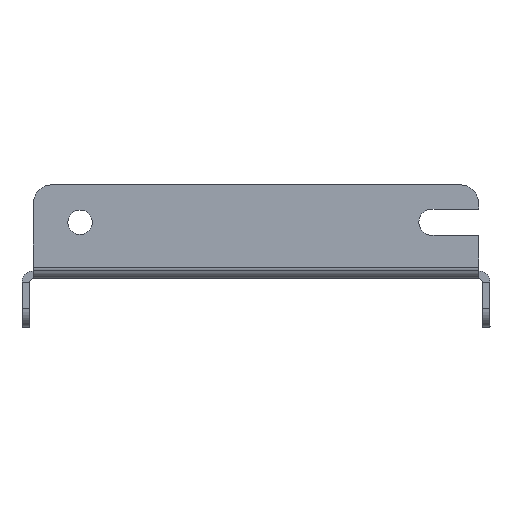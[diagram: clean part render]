
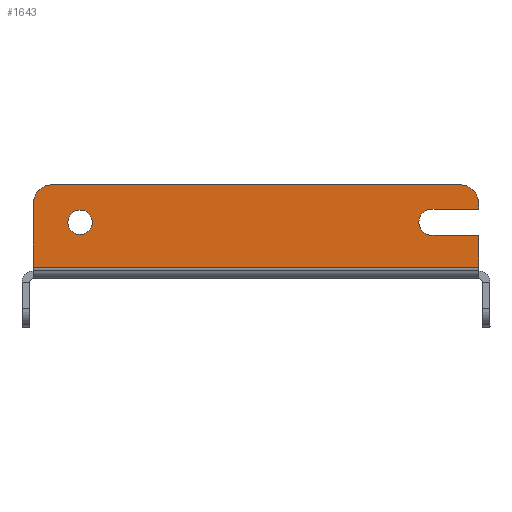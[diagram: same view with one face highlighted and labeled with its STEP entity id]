
A CAD part, left-side view. The second image highlights one B-rep face of the part: STEP entity #1643.
In plain terms, the highlighted planar face has unit normal (-1, 0, 0).
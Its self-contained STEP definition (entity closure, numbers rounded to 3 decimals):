
#8 = VERTEX_POINT ( 'NONE', #1134 ) ;
#18 = VERTEX_POINT ( 'NONE', #604 ) ;
#49 = ORIENTED_EDGE ( 'NONE', *, *, #131, .T. ) ;
#77 = CARTESIAN_POINT ( 'NONE',  ( -453., -47., 16.5 ) ) ;
#102 = VECTOR ( 'NONE', #838, 1000. ) ;
#109 = EDGE_CURVE ( 'NONE', #192, #408, #783, .T. ) ;
#112 = LINE ( 'NONE', #1060, #1309 ) ;
#131 = EDGE_CURVE ( 'NONE', #1283, #854, #1658, .T. ) ;
#143 = DIRECTION ( 'NONE',  ( 0., 0., -1. ) ) ;
#157 = EDGE_CURVE ( 'NONE', #1447, #500, #1412, .T. ) ;
#171 = DIRECTION ( 'NONE',  ( 0., 0., 1. ) ) ;
#173 = ORIENTED_EDGE ( 'NONE', *, *, #979, .T. ) ;
#187 = DIRECTION ( 'NONE',  ( 0., -1., 0. ) ) ;
#189 = CARTESIAN_POINT ( 'NONE',  ( -453., -47., 9.5 ) ) ;
#192 = VERTEX_POINT ( 'NONE', #189 ) ;
#216 = CIRCLE ( 'NONE', #749, 3.25 ) ;
#243 = EDGE_CURVE ( 'NONE', #1283, #958, #561, .T. ) ;
#251 = VERTEX_POINT ( 'NONE', #1657 ) ;
#287 = DIRECTION ( 'NONE',  ( 0., 1., 0. ) ) ;
#288 = VERTEX_POINT ( 'NONE', #862 ) ;
#294 = EDGE_CURVE ( 'NONE', #18, #8, #216, .T. ) ;
#301 = VECTOR ( 'NONE', #143, 1000. ) ;
#362 = DIRECTION ( 'NONE',  ( 0., 0., 1. ) ) ;
#364 = DIRECTION ( 'NONE',  ( 1., 0., 0. ) ) ;
#387 = CARTESIAN_POINT ( 'NONE',  ( -453., -59.5, 9.5 ) ) ;
#408 = VERTEX_POINT ( 'NONE', #77 ) ;
#432 = DIRECTION ( 'NONE',  ( -1., 0., 0. ) ) ;
#456 = ORIENTED_EDGE ( 'NONE', *, *, #1156, .T. ) ;
#490 = CIRCLE ( 'NONE', #666, 5. ) ;
#500 = VERTEX_POINT ( 'NONE', #1244 ) ;
#512 = CARTESIAN_POINT ( 'NONE',  ( -453., -59.5, 18. ) ) ;
#514 = CARTESIAN_POINT ( 'NONE',  ( -453., 47., 13. ) ) ;
#544 = DIRECTION ( 'NONE',  ( 1., 0., 0. ) ) ;
#561 = LINE ( 'NONE', #577, #102 ) ;
#577 = CARTESIAN_POINT ( 'NONE',  ( -453., 59.5, 1. ) ) ;
#599 = PLANE ( 'NONE',  #930 ) ;
#600 = EDGE_LOOP ( 'NONE', ( #1037, #456, #173, #1354, #1638, #1440, #675, #734, #49, #642 ) ) ;
#604 = CARTESIAN_POINT ( 'NONE',  ( -453., 47., 9.75 ) ) ;
#610 = EDGE_CURVE ( 'NONE', #854, #192, #1671, .T. ) ;
#634 = AXIS2_PLACEMENT_3D ( 'NONE', #823, #947, #171 ) ;
#639 = CARTESIAN_POINT ( 'NONE',  ( -453., -59.5, 9.5 ) ) ;
#642 = ORIENTED_EDGE ( 'NONE', *, *, #610, .T. ) ;
#652 = CARTESIAN_POINT ( 'NONE',  ( -453., 47., 13. ) ) ;
#666 = AXIS2_PLACEMENT_3D ( 'NONE', #1335, #1200, #1603 ) ;
#675 = ORIENTED_EDGE ( 'NONE', *, *, #1460, .T. ) ;
#685 = DIRECTION ( 'NONE',  ( 0., 0., -1. ) ) ;
#734 = ORIENTED_EDGE ( 'NONE', *, *, #243, .F. ) ;
#749 = AXIS2_PLACEMENT_3D ( 'NONE', #514, #364, #1261 ) ;
#783 = CIRCLE ( 'NONE', #634, 3.5 ) ;
#817 = EDGE_CURVE ( 'NONE', #8, #18, #861, .T. ) ;
#823 = CARTESIAN_POINT ( 'NONE',  ( -453., -47., 13. ) ) ;
#838 = DIRECTION ( 'NONE',  ( 0., 1., 0. ) ) ;
#854 = VERTEX_POINT ( 'NONE', #387 ) ;
#861 = CIRCLE ( 'NONE', #951, 3.25 ) ;
#862 = CARTESIAN_POINT ( 'NONE',  ( -453., -59.5, 16.5 ) ) ;
#912 = DIRECTION ( 'NONE',  ( 0., 0., -1. ) ) ;
#930 = AXIS2_PLACEMENT_3D ( 'NONE', #1250, #997, #1230 ) ;
#947 = DIRECTION ( 'NONE',  ( 1., 0., 0. ) ) ;
#951 = AXIS2_PLACEMENT_3D ( 'NONE', #652, #544, #912 ) ;
#958 = VERTEX_POINT ( 'NONE', #1394 ) ;
#962 = ORIENTED_EDGE ( 'NONE', *, *, #817, .T. ) ;
#963 = CARTESIAN_POINT ( 'NONE',  ( -453., 59.5, 18. ) ) ;
#979 = EDGE_CURVE ( 'NONE', #288, #1447, #1233, .T. ) ;
#997 = DIRECTION ( 'NONE',  ( 1., 0., 0. ) ) ;
#1014 = CARTESIAN_POINT ( 'NONE',  ( -453., -59.5, 0. ) ) ;
#1030 = FACE_OUTER_BOUND ( 'NONE', #600, .T. ) ;
#1037 = ORIENTED_EDGE ( 'NONE', *, *, #109, .T. ) ;
#1054 = EDGE_CURVE ( 'NONE', #500, #251, #112, .T. ) ;
#1060 = CARTESIAN_POINT ( 'NONE',  ( -453., 0., 23. ) ) ;
#1068 = DIRECTION ( 'NONE',  ( 0., 0., 1. ) ) ;
#1074 = VECTOR ( 'NONE', #1665, 1000. ) ;
#1117 = LINE ( 'NONE', #1415, #301 ) ;
#1134 = CARTESIAN_POINT ( 'NONE',  ( -453., 47., 16.25 ) ) ;
#1156 = EDGE_CURVE ( 'NONE', #408, #288, #1369, .T. ) ;
#1195 = CARTESIAN_POINT ( 'NONE',  ( -453., -59.5, 0. ) ) ;
#1198 = VERTEX_POINT ( 'NONE', #963 ) ;
#1200 = DIRECTION ( 'NONE',  ( -1., 0., 0. ) ) ;
#1229 = VECTOR ( 'NONE', #1068, 1000. ) ;
#1230 = DIRECTION ( 'NONE',  ( 0., 0., -1. ) ) ;
#1233 = LINE ( 'NONE', #1014, #1366 ) ;
#1244 = CARTESIAN_POINT ( 'NONE',  ( -453., -54.5, 23. ) ) ;
#1250 = CARTESIAN_POINT ( 'NONE',  ( -453., 0., 0. ) ) ;
#1261 = DIRECTION ( 'NONE',  ( 0., 0., -1. ) ) ;
#1283 = VERTEX_POINT ( 'NONE', #1677 ) ;
#1309 = VECTOR ( 'NONE', #287, 1000. ) ;
#1313 = EDGE_LOOP ( 'NONE', ( #1655, #962 ) ) ;
#1335 = CARTESIAN_POINT ( 'NONE',  ( -453., 54.5, 18. ) ) ;
#1339 = CARTESIAN_POINT ( 'NONE',  ( -453., -59.5, 16.5 ) ) ;
#1354 = ORIENTED_EDGE ( 'NONE', *, *, #157, .T. ) ;
#1366 = VECTOR ( 'NONE', #362, 1000. ) ;
#1369 = LINE ( 'NONE', #1339, #1418 ) ;
#1373 = FACE_BOUND ( 'NONE', #1313, .T. ) ;
#1394 = CARTESIAN_POINT ( 'NONE',  ( -453., 59.5, 1. ) ) ;
#1412 = CIRCLE ( 'NONE', #1680, 5. ) ;
#1415 = CARTESIAN_POINT ( 'NONE',  ( -453., 59.5, 0. ) ) ;
#1418 = VECTOR ( 'NONE', #187, 1000. ) ;
#1440 = ORIENTED_EDGE ( 'NONE', *, *, #1545, .T. ) ;
#1447 = VERTEX_POINT ( 'NONE', #512 ) ;
#1460 = EDGE_CURVE ( 'NONE', #1198, #958, #1117, .T. ) ;
#1545 = EDGE_CURVE ( 'NONE', #251, #1198, #490, .T. ) ;
#1597 = CARTESIAN_POINT ( 'NONE',  ( -453., -54.5, 18. ) ) ;
#1603 = DIRECTION ( 'NONE',  ( 0., 0., -1. ) ) ;
#1638 = ORIENTED_EDGE ( 'NONE', *, *, #1054, .T. ) ;
#1643 = ADVANCED_FACE ( 'NONE', ( #1373, #1030 ), #599, .F. ) ;
#1655 = ORIENTED_EDGE ( 'NONE', *, *, #294, .T. ) ;
#1657 = CARTESIAN_POINT ( 'NONE',  ( -453., 54.5, 23. ) ) ;
#1658 = LINE ( 'NONE', #1195, #1229 ) ;
#1665 = DIRECTION ( 'NONE',  ( 0., 1., 0. ) ) ;
#1671 = LINE ( 'NONE', #639, #1074 ) ;
#1677 = CARTESIAN_POINT ( 'NONE',  ( -453., -59.5, 1. ) ) ;
#1680 = AXIS2_PLACEMENT_3D ( 'NONE', #1597, #432, #685 ) ;
